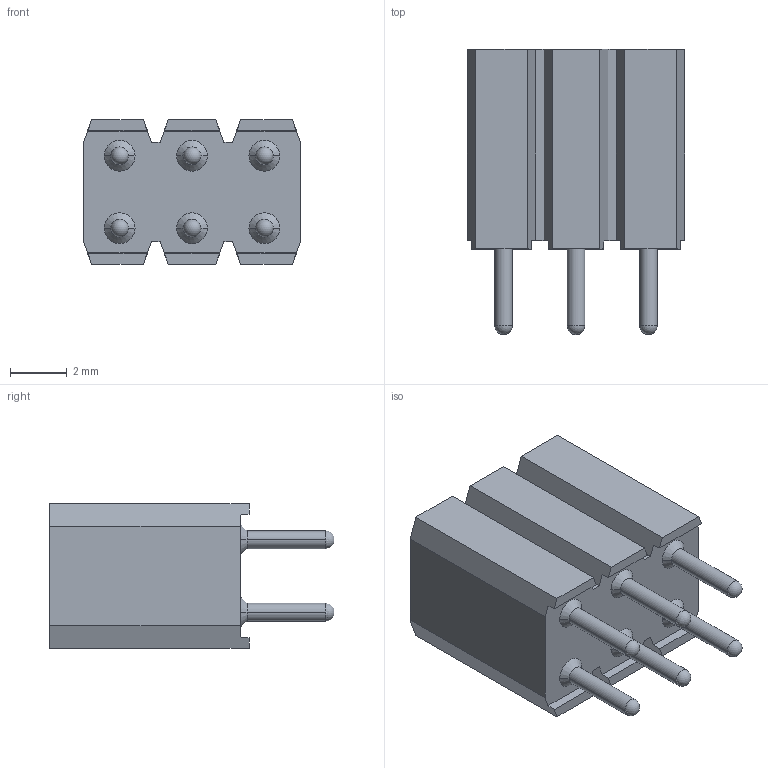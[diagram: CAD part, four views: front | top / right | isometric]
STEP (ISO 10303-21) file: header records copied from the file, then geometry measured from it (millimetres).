
FILE_DESCRIPTION(('STEP AP242'),'1');
FILE_NAME('pcb_connector_803-87-006-10-001101.stp','2021-09-09T14:34:15',('TraceParts'),('TraceParts S.A.'),'Spatial InterOp 3D',' ',' ');
FILE_SCHEMA(('AP242_MANAGED_MODEL_BASED_3D_ENGINEERING_MIM_LF {1 0 10303 442 1 1 4}'));
Length unit declared in the file: millimetre
Products named in the file (1): pcb_connector_803-87-006-10-001101
Bounding box: 7.62 x 10 x 5.08 mm (x, y, z)
Volume: 206.7 mm3; surface area: 519 mm2
Topology: 1 solids, 1 shells, 236 faces, 564 edges, 330 vertices
Faces by surface type: cone 84, cylinder 72, plane 50, torus 24, sphere 6
Entity records: 8564 total; most frequent: DIRECTION 1290, CARTESIAN_POINT 1107, ORIENTED_EDGE 1080, EDGE_CURVE 540, AXIS2_PLACEMENT_3D 513, VERTEX_POINT 330, CIRCLE 276, LINE 264
